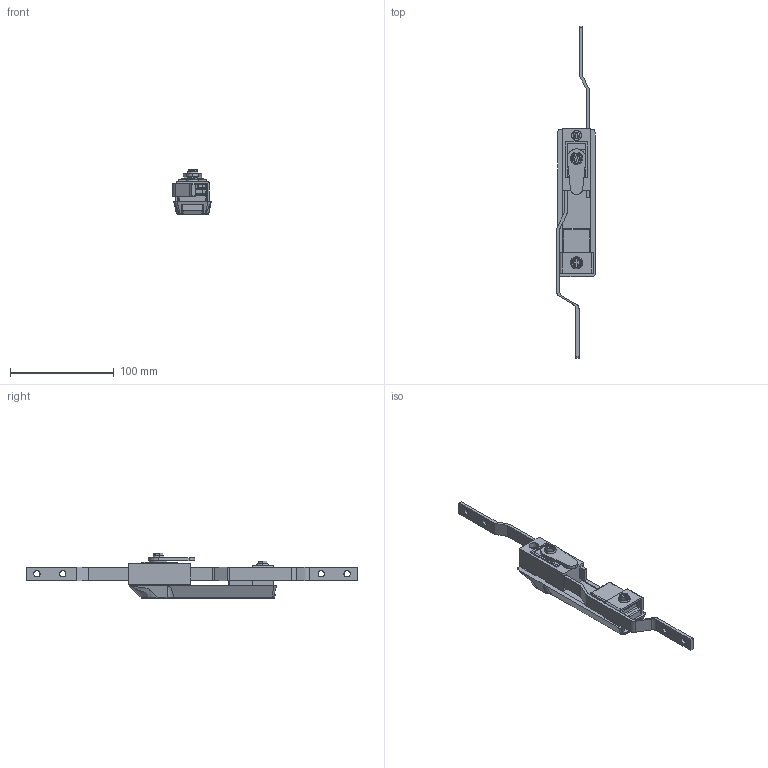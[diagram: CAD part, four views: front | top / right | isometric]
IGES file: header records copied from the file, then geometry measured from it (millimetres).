
Start section: SolidWorks IGES file using analytic representation for surfaces
Bounding box: 37.1 x 320 x 43.9 mm (x, y, z)
Surface area: 67860 mm2 (no closed solid volume)
Topology: 0 solids, 0 shells, 510 faces, 6241 edges, 6231 vertices
Faces by surface type: bspline 333, revolution 177
